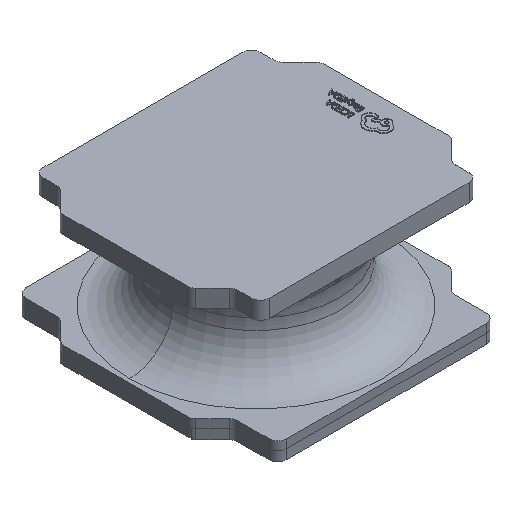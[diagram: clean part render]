
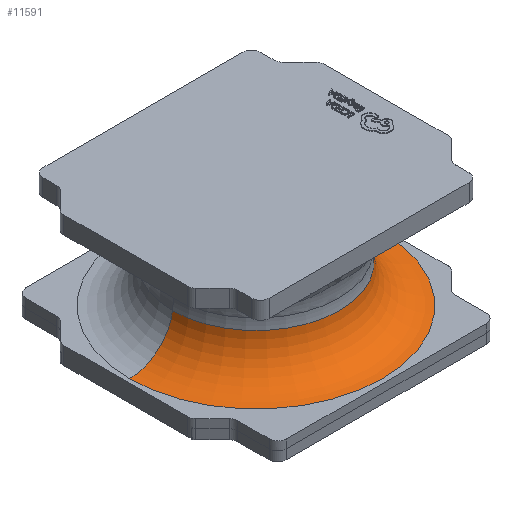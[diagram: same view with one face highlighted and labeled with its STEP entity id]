
A CAD part, isometric view. The second image highlights one B-rep face of the part: STEP entity #11591.
In plain terms, the highlighted toroidal (fillet/blend) face has major radius 1.455 mm and minor radius 0.5 mm.
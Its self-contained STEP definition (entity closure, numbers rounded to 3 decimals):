
#66 = VERTEX_POINT ( 'NONE', #11130 ) ;
#494 = DIRECTION ( 'NONE',  ( 0., 0., -1. ) ) ;
#496 = ORIENTED_EDGE ( 'NONE', *, *, #9830, .F. ) ;
#787 = CIRCLE ( 'NONE', #12546, 1.455 ) ;
#1215 = CARTESIAN_POINT ( 'NONE',  ( 0., 0., 0.7 ) ) ;
#1730 = DIRECTION ( 'NONE',  ( -1., 0., 0. ) ) ;
#2095 = EDGE_CURVE ( 'NONE', #7427, #66, #11041, .T. ) ;
#2897 = CARTESIAN_POINT ( 'NONE',  ( -1.455, 0., 0.2 ) ) ;
#3989 = CIRCLE ( 'NONE', #8027, 0.5 ) ;
#4075 = DIRECTION ( 'NONE',  ( 1., 0., 0. ) ) ;
#4221 = ORIENTED_EDGE ( 'NONE', *, *, #5521, .F. ) ;
#5439 = CARTESIAN_POINT ( 'NONE',  ( -1.455, 0., 0.7 ) ) ;
#5521 = EDGE_CURVE ( 'NONE', #9970, #11090, #3989, .T. ) ;
#6270 = CIRCLE ( 'NONE', #7036, 0.96 ) ;
#6422 = CARTESIAN_POINT ( 'NONE',  ( 1.455, 0., 0.7 ) ) ;
#6859 = CARTESIAN_POINT ( 'NONE',  ( -0.96, 0., 0.631 ) ) ;
#6891 = DIRECTION ( 'NONE',  ( 0., 0., 1. ) ) ;
#7036 = AXIS2_PLACEMENT_3D ( 'NONE', #9363, #15280, #8236 ) ;
#7160 = ORIENTED_EDGE ( 'NONE', *, *, #9787, .F. ) ;
#7427 = VERTEX_POINT ( 'NONE', #8541 ) ;
#7702 = CARTESIAN_POINT ( 'NONE',  ( 0., 0., 0.2 ) ) ;
#8027 = AXIS2_PLACEMENT_3D ( 'NONE', #5439, #13831, #494 ) ;
#8180 = EDGE_LOOP ( 'NONE', ( #8876, #496, #4221, #7160 ) ) ;
#8236 = DIRECTION ( 'NONE',  ( 1., 0., 0. ) ) ;
#8541 = CARTESIAN_POINT ( 'NONE',  ( 0.96, 0., 0.631 ) ) ;
#8876 = ORIENTED_EDGE ( 'NONE', *, *, #2095, .F. ) ;
#9363 = CARTESIAN_POINT ( 'NONE',  ( 0., 0., 0.631 ) ) ;
#9787 = EDGE_CURVE ( 'NONE', #66, #9970, #787, .T. ) ;
#9830 = EDGE_CURVE ( 'NONE', #11090, #7427, #6270, .T. ) ;
#9970 = VERTEX_POINT ( 'NONE', #2897 ) ;
#11041 = CIRCLE ( 'NONE', #13046, 0.5 ) ;
#11090 = VERTEX_POINT ( 'NONE', #6859 ) ;
#11130 = CARTESIAN_POINT ( 'NONE',  ( 1.455, 0., 0.2 ) ) ;
#11591 = ADVANCED_FACE ( 'NONE', ( #13222 ), #13575, .F. ) ;
#12489 = DIRECTION ( 'NONE',  ( 0., 0., -1. ) ) ;
#12546 = AXIS2_PLACEMENT_3D ( 'NONE', #7702, #12489, #1730 ) ;
#13046 = AXIS2_PLACEMENT_3D ( 'NONE', #6422, #14866, #4075 ) ;
#13222 = FACE_OUTER_BOUND ( 'NONE', #8180, .T. ) ;
#13575 = TOROIDAL_SURFACE ( 'NONE', #14329, 1.455, 0.5 ) ;
#13831 = DIRECTION ( 'NONE',  ( 0., -1., 0. ) ) ;
#14329 = AXIS2_PLACEMENT_3D ( 'NONE', #1215, #6891, #15575 ) ;
#14866 = DIRECTION ( 'NONE',  ( 0., -1., 0. ) ) ;
#15280 = DIRECTION ( 'NONE',  ( 0., 0., 1. ) ) ;
#15575 = DIRECTION ( 'NONE',  ( 1., 0., 0. ) ) ;
